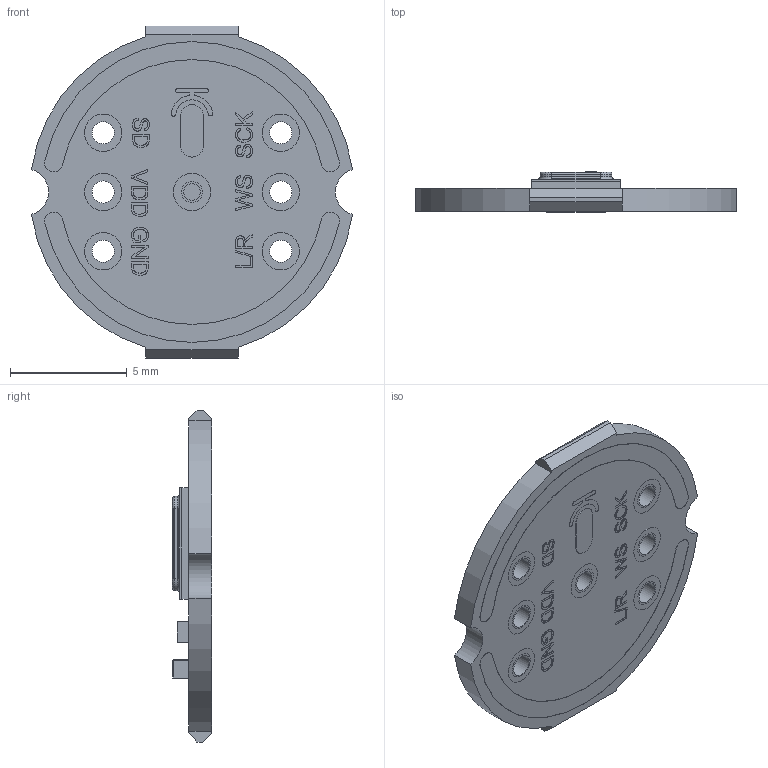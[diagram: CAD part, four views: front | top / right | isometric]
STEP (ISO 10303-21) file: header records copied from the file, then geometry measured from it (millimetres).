
FILE_DESCRIPTION (( 'STEP AP214' ), '1' );
FILE_NAME ('INMP441 I2S.STEP', '2025-04-12T16:11:01', ( '' ), ( '' ), 'SwSTEP 2.0', 'SolidWorks 2023', '' );
FILE_SCHEMA (( 'AUTOMOTIVE_DESIGN' ));
Length unit declared in the file: millimetre
Products named in the file (18): INMP441 I2S Microphone Module-5.step; Part 2.step; INMP441 I2S Microphone Module.step; INMP441 I2S Microphone Module-8.step; INMP441 I2S Microphone Module v15.step; Part 3.step; INMP441 I2S Microphone Module-0.step; INMP441 I2S; INMP441 I2S Microphone Module-6.step; INMP441 I2S Microphone Module-2.step; INMP441 I2S Microphone Module-4.step; INMP441 I2S Microphone Module-3.step; C0603_070.step; Part 1.step; INMP441 I2S Microphone Module-7.step; C0603_070_1.step; 0603 Resistor.step; INMP441 I2S Microphone Module-1.step
Assembly tree (17 placements, depth 5):
  INMP441 I2S
    INMP441 I2S Microphone Module v15.step
      C0603_070.step
        C0603_070_1.step
          Part 3.step
          Part 2.step
          Part 1.step
      0603 Resistor.step
      INMP441 I2S Microphone Module.step
      INMP441 I2S Microphone Module-0.step
      INMP441 I2S Microphone Module-1.step
      INMP441 I2S Microphone Module-2.step
      INMP441 I2S Microphone Module-3.step
      INMP441 I2S Microphone Module-4.step
      INMP441 I2S Microphone Module-5.step
      INMP441 I2S Microphone Module-6.step
      INMP441 I2S Microphone Module-7.step
      INMP441 I2S Microphone Module-8.step
Bounding box: 13.77 x 1.7 x 14.24 mm (x, y, z)
Volume: 163.1 mm3; surface area: 533.5 mm2
Topology: 17 solids, 17 shells, 781 faces, 2062 edges, 1356 vertices
Faces by surface type: plane 354, bspline 292, cylinder 119, sphere 8, torus 8
Entity records: 30139 total; most frequent: CARTESIAN_POINT 11250, ORIENTED_EDGE 4108, DIRECTION 2740, EDGE_CURVE 2054, VERTEX_POINT 1356, LINE 1224, VECTOR 1224, EDGE_LOOP 858
